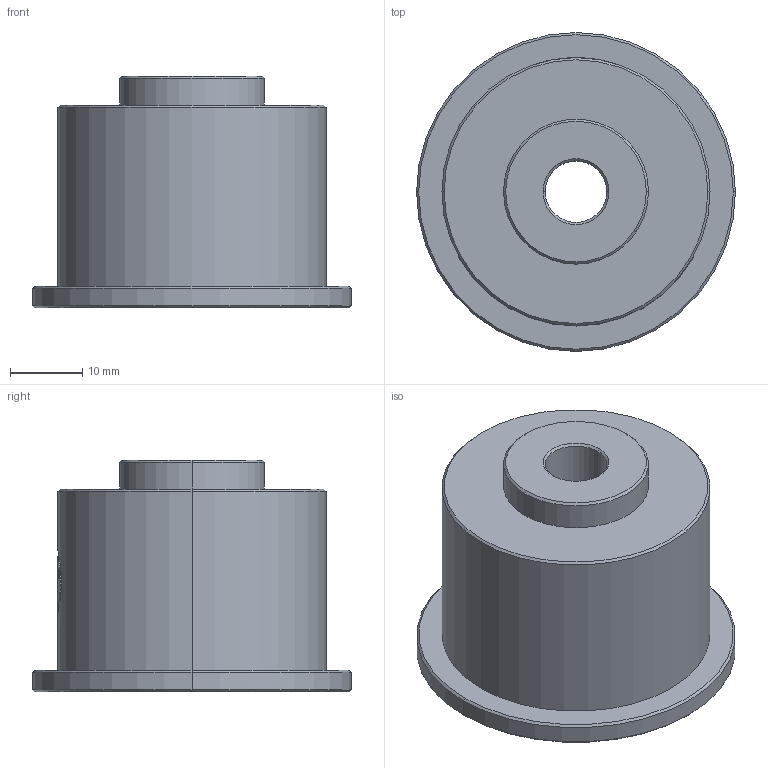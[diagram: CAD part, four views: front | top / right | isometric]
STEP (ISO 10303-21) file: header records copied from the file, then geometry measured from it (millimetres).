
FILE_DESCRIPTION (( 'STEP AP214' ), '1' );
FILE_NAME ('GTK-D44-d37.STEP', '2021-08-24T02:37:08', ( '' ), ( '' ), 'SwSTEP 2.0', 'SolidWorks 2016', '' );
FILE_SCHEMA (( 'AUTOMOTIVE_DESIGN' ));
Length unit declared in the file: millimetre
Products named in the file (2): GTK-D44-d37
Bounding box: 44 x 44 x 32 mm (x, y, z)
Volume: 29260.7 mm3; surface area: 7515.8 mm2
Topology: 1 solids, 1 shells, 45 faces, 100 edges, 62 vertices
Faces by surface type: cone 14, cylinder 12, plane 11, bspline 8
Entity records: 2272 total; most frequent: CARTESIAN_POINT 1268, ORIENTED_EDGE 200, DIRECTION 188, EDGE_CURVE 100, AXIS2_PLACEMENT_3D 77, VERTEX_POINT 62, EDGE_LOOP 52, FACE_OUTER_BOUND 45
